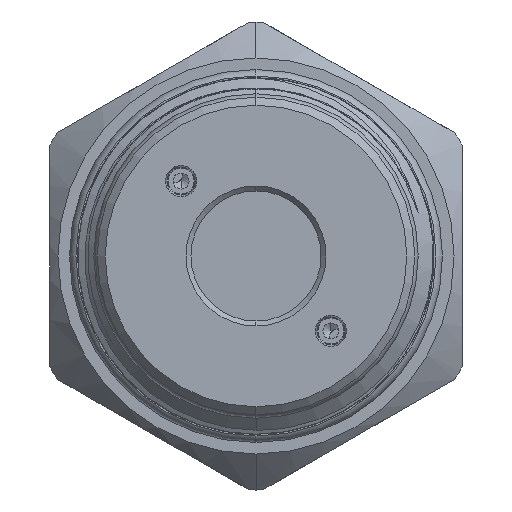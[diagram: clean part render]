
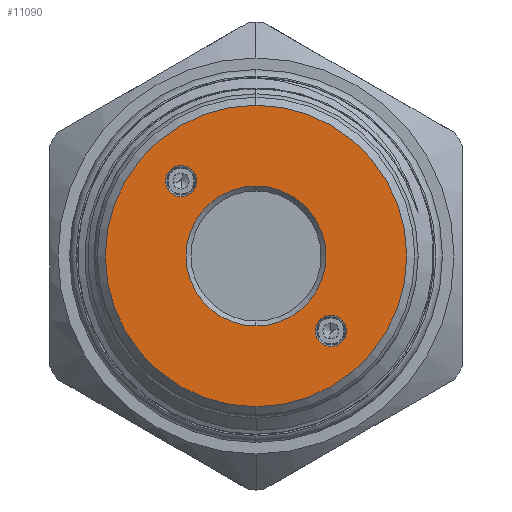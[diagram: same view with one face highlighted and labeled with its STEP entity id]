
A CAD part, left-side view. The second image highlights one B-rep face of the part: STEP entity #11090.
In plain terms, the highlighted planar face has unit normal (-1, 0, 0).
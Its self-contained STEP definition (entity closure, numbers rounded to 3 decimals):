
#133 = EDGE_CURVE ( 'NONE', #221, #3032, #8324, .T. ) ;
#221 = VERTEX_POINT ( 'NONE', #311 ) ;
#311 = CARTESIAN_POINT ( 'NONE',  ( 5.485, 0., -7. ) ) ;
#378 = CARTESIAN_POINT ( 'NONE',  ( 5.485, 0., 7. ) ) ;
#379 = CIRCLE ( 'NONE', #10599, 1.561 ) ;
#558 = DIRECTION ( 'NONE',  ( 0., 0., -1. ) ) ;
#706 = CIRCLE ( 'NONE', #14272, 1.561 ) ;
#761 = PLANE ( 'NONE',  #11234 ) ;
#882 = EDGE_LOOP ( 'NONE', ( #8103, #2101 ) ) ;
#947 = AXIS2_PLACEMENT_3D ( 'NONE', #4134, #11056, #12221 ) ;
#997 = DIRECTION ( 'NONE',  ( 1., 0., 0. ) ) ;
#1054 = CIRCLE ( 'NONE', #15054, 15.075 ) ;
#1059 = CARTESIAN_POINT ( 'NONE',  ( 5.485, 7.495, 7.495 ) ) ;
#1343 = VERTEX_POINT ( 'NONE', #7400 ) ;
#1705 = CARTESIAN_POINT ( 'NONE',  ( 5.485, 0., 0. ) ) ;
#1939 = FACE_BOUND ( 'NONE', #882, .T. ) ;
#2065 = CARTESIAN_POINT ( 'NONE',  ( 5.485, 0., 0. ) ) ;
#2101 = ORIENTED_EDGE ( 'NONE', *, *, #133, .T. ) ;
#2293 = FACE_BOUND ( 'NONE', #12627, .T. ) ;
#2553 = ORIENTED_EDGE ( 'NONE', *, *, #13341, .T. ) ;
#2577 = AXIS2_PLACEMENT_3D ( 'NONE', #1705, #6331, #558 ) ;
#2821 = CARTESIAN_POINT ( 'NONE',  ( 5.485, -7.495, -5.935 ) ) ;
#3032 = VERTEX_POINT ( 'NONE', #378 ) ;
#3061 = DIRECTION ( 'NONE',  ( 0., 0., -1. ) ) ;
#3230 = CIRCLE ( 'NONE', #13129, 15.075 ) ;
#3327 = DIRECTION ( 'NONE',  ( 0., 0., -1. ) ) ;
#3444 = DIRECTION ( 'NONE',  ( 0., 0., -1. ) ) ;
#3649 = DIRECTION ( 'NONE',  ( 0., 0., -1. ) ) ;
#3836 = CARTESIAN_POINT ( 'NONE',  ( 5.485, 0., -15.075 ) ) ;
#3986 = VERTEX_POINT ( 'NONE', #3836 ) ;
#4134 = CARTESIAN_POINT ( 'NONE',  ( 5.485, -7.495, -7.495 ) ) ;
#4154 = CARTESIAN_POINT ( 'NONE',  ( 5.485, 0., 0. ) ) ;
#4310 = DIRECTION ( 'NONE',  ( -1., 0., 0. ) ) ;
#4338 = CARTESIAN_POINT ( 'NONE',  ( 5.485, 7.495, 5.935 ) ) ;
#4613 = DIRECTION ( 'NONE',  ( 0., 0., 1. ) ) ;
#4654 = DIRECTION ( 'NONE',  ( -1., 0., 0. ) ) ;
#4694 = EDGE_LOOP ( 'NONE', ( #5774, #4922 ) ) ;
#4922 = ORIENTED_EDGE ( 'NONE', *, *, #13318, .F. ) ;
#5247 = VERTEX_POINT ( 'NONE', #2821 ) ;
#5321 = VERTEX_POINT ( 'NONE', #14633 ) ;
#5547 = DIRECTION ( 'NONE',  ( 1., 0., 0. ) ) ;
#5697 = DIRECTION ( 'NONE',  ( 0., 0., -1. ) ) ;
#5774 = ORIENTED_EDGE ( 'NONE', *, *, #8469, .F. ) ;
#6005 = EDGE_LOOP ( 'NONE', ( #7652, #2553 ) ) ;
#6157 = ORIENTED_EDGE ( 'NONE', *, *, #9504, .F. ) ;
#6331 = DIRECTION ( 'NONE',  ( 1., 0., 0. ) ) ;
#6746 = DIRECTION ( 'NONE',  ( 0., 0., 1. ) ) ;
#7400 = CARTESIAN_POINT ( 'NONE',  ( 5.485, -7.495, -9.056 ) ) ;
#7637 = CIRCLE ( 'NONE', #947, 1.561 ) ;
#7652 = ORIENTED_EDGE ( 'NONE', *, *, #13698, .T. ) ;
#7816 = CARTESIAN_POINT ( 'NONE',  ( 5.485, 7.495, 7.495 ) ) ;
#8103 = ORIENTED_EDGE ( 'NONE', *, *, #10039, .T. ) ;
#8324 = CIRCLE ( 'NONE', #13229, 7. ) ;
#8335 = CARTESIAN_POINT ( 'NONE',  ( 5.485, -7.495, -7.495 ) ) ;
#8469 = EDGE_CURVE ( 'NONE', #13533, #11894, #379, .T. ) ;
#9453 = CIRCLE ( 'NONE', #2577, 7. ) ;
#9504 = EDGE_CURVE ( 'NONE', #5247, #1343, #7637, .T. ) ;
#9769 = AXIS2_PLACEMENT_3D ( 'NONE', #8335, #10548, #3649 ) ;
#10039 = EDGE_CURVE ( 'NONE', #3032, #221, #9453, .T. ) ;
#10548 = DIRECTION ( 'NONE',  ( -1., 0., 0. ) ) ;
#10599 = AXIS2_PLACEMENT_3D ( 'NONE', #7816, #14780, #6746 ) ;
#10648 = CARTESIAN_POINT ( 'NONE',  ( 5.485, 7.495, 9.056 ) ) ;
#11056 = DIRECTION ( 'NONE',  ( -1., 0., 0. ) ) ;
#11090 = ADVANCED_FACE ( 'NONE', ( #1939, #15107, #14005, #2293 ), #761, .F. ) ;
#11234 = AXIS2_PLACEMENT_3D ( 'NONE', #11476, #997, #3327 ) ;
#11275 = CIRCLE ( 'NONE', #9769, 1.561 ) ;
#11476 = CARTESIAN_POINT ( 'NONE',  ( 5.485, 0., 0. ) ) ;
#11645 = DIRECTION ( 'NONE',  ( -1., 0., 0. ) ) ;
#11894 = VERTEX_POINT ( 'NONE', #4338 ) ;
#12221 = DIRECTION ( 'NONE',  ( 0., 0., -1. ) ) ;
#12627 = EDGE_LOOP ( 'NONE', ( #14847, #6157 ) ) ;
#12746 = CARTESIAN_POINT ( 'NONE',  ( 5.485, 0., 0. ) ) ;
#13129 = AXIS2_PLACEMENT_3D ( 'NONE', #4154, #4310, #3061 ) ;
#13229 = AXIS2_PLACEMENT_3D ( 'NONE', #2065, #5547, #3444 ) ;
#13318 = EDGE_CURVE ( 'NONE', #11894, #13533, #706, .T. ) ;
#13341 = EDGE_CURVE ( 'NONE', #5321, #3986, #1054, .T. ) ;
#13533 = VERTEX_POINT ( 'NONE', #10648 ) ;
#13698 = EDGE_CURVE ( 'NONE', #3986, #5321, #3230, .T. ) ;
#14005 = FACE_OUTER_BOUND ( 'NONE', #6005, .T. ) ;
#14272 = AXIS2_PLACEMENT_3D ( 'NONE', #1059, #11645, #4613 ) ;
#14633 = CARTESIAN_POINT ( 'NONE',  ( 5.485, 0., 15.075 ) ) ;
#14780 = DIRECTION ( 'NONE',  ( -1., 0., 0. ) ) ;
#14847 = ORIENTED_EDGE ( 'NONE', *, *, #14920, .F. ) ;
#14920 = EDGE_CURVE ( 'NONE', #1343, #5247, #11275, .T. ) ;
#15054 = AXIS2_PLACEMENT_3D ( 'NONE', #12746, #4654, #5697 ) ;
#15107 = FACE_BOUND ( 'NONE', #4694, .T. ) ;
